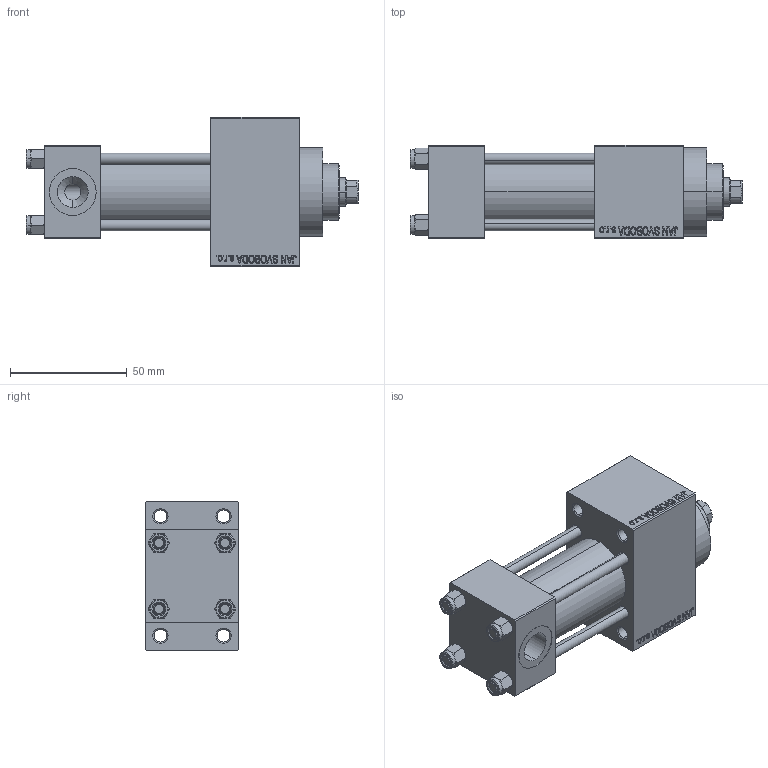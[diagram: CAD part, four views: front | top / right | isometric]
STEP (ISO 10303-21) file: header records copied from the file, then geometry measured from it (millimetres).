
FILE_DESCRIPTION (( 'STEP AP203' ), '1' );
FILE_NAME ('fb2c.STEP', '2024-06-07T06:00:42', ( '' ), ( '' ), 'SwSTEP 2.0', 'SolidWorks 2019', '' );
FILE_SCHEMA (( 'CONFIG_CONTROL_DESIGN' ));
Length unit declared in the file: millimetre
Products named in the file (6): V215_VC_A 3fae7462b42261e006c5a95392f13b5d; V215CR_VCP_D 3fae7462b42261e006c5a95392f13b5d; fb2c; V215CR_D_TYCINKA 3fae7462b42261e006c5a95392f13b5d; NUT_M5_D 3fae7462b42261e006c5a95392f13b5d; V215CR_D_Body 3fae7462b42261e006c5a95392f13b5d
Assembly tree (11 placements, depth 2):
  fb2c
    V215CR_D_Body 3fae7462b42261e006c5a95392f13b5d
    V215CR_VCP_D 3fae7462b42261e006c5a95392f13b5d
    NUT_M5_D 3fae7462b42261e006c5a95392f13b5d  x4
    V215CR_D_TYCINKA 3fae7462b42261e006c5a95392f13b5d  x4
    V215_VC_A 3fae7462b42261e006c5a95392f13b5d
Bounding box: 142 x 40 x 64 mm (x, y, z)
Volume: 175244.6 mm3; surface area: 61662.6 mm2
Topology: 11 solids, 11 shells, 1103 faces, 2740 edges, 1771 vertices
Faces by surface type: plane 496, bspline 368, cone 142, cylinder 89, torus 8
Entity records: 47106 total; most frequent: CARTESIAN_POINT 25033, ORIENTED_EDGE 4972, DIRECTION 3182, EDGE_CURVE 2486, VERTEX_POINT 1627, VECTOR 1498, LINE 1498, EDGE_LOOP 1115
